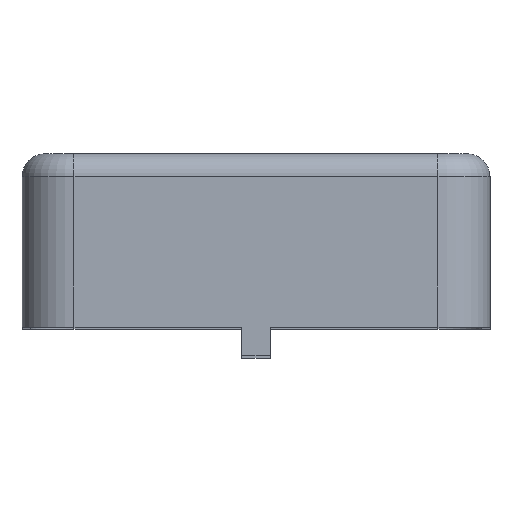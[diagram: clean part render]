
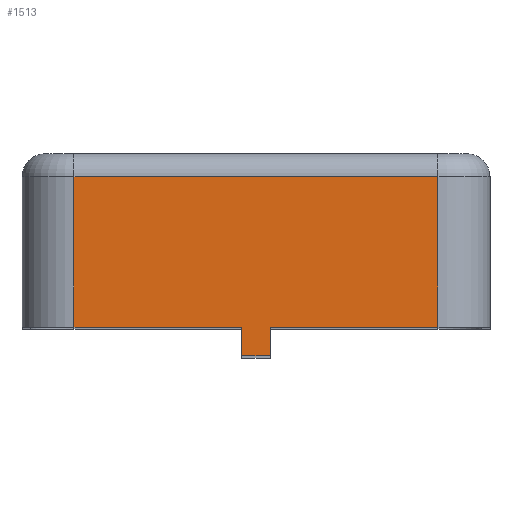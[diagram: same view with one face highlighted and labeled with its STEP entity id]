
A CAD part, top view. The second image highlights one B-rep face of the part: STEP entity #1513.
In plain terms, the highlighted planar face has unit normal (0, 0, 1).
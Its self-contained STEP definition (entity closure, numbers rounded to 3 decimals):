
#2 = LINE ( 'NONE', #1180, #1999 ) ;
#12 = EDGE_CURVE ( 'NONE', #2927, #2235, #1268, .T. ) ;
#28 = ORIENTED_EDGE ( 'NONE', *, *, #2906, .T. ) ;
#46 = DIRECTION ( 'NONE',  ( 0., -1., 0. ) ) ;
#49 = DIRECTION ( 'NONE',  ( 1., 0., 0. ) ) ;
#73 = CARTESIAN_POINT ( 'NONE',  ( 6.3, 0., 22.65 ) ) ;
#120 = CARTESIAN_POINT ( 'NONE',  ( -6.3, 0., 22.65 ) ) ;
#162 = ORIENTED_EDGE ( 'NONE', *, *, #2809, .T. ) ;
#186 = VERTEX_POINT ( 'NONE', #1544 ) ;
#260 = VERTEX_POINT ( 'NONE', #451 ) ;
#264 = EDGE_LOOP ( 'NONE', ( #28, #574, #1061, #1275, #162, #2563, #1558, #2049 ) ) ;
#276 = CARTESIAN_POINT ( 'NONE',  ( -0.5, -7., 22.65 ) ) ;
#287 = DIRECTION ( 'NONE',  ( -1., 0., 0. ) ) ;
#319 = CARTESIAN_POINT ( 'NONE',  ( -6.3, -0.8, 22.65 ) ) ;
#451 = CARTESIAN_POINT ( 'NONE',  ( -0.5, -6., 22.65 ) ) ;
#470 = DIRECTION ( 'NONE',  ( 0., 1., 0. ) ) ;
#481 = VECTOR ( 'NONE', #287, 1000. ) ;
#487 = CARTESIAN_POINT ( 'NONE',  ( -0.5, -7., 22.65 ) ) ;
#513 = LINE ( 'NONE', #487, #481 ) ;
#537 = DIRECTION ( 'NONE',  ( 0., -1., 0. ) ) ;
#574 = ORIENTED_EDGE ( 'NONE', *, *, #1238, .F. ) ;
#675 = EDGE_CURVE ( 'NONE', #1828, #1273, #513, .T. ) ;
#717 = CARTESIAN_POINT ( 'NONE',  ( -6.3, 0., 22.65 ) ) ;
#730 = CARTESIAN_POINT ( 'NONE',  ( -6.3, -6., 22.65 ) ) ;
#803 = DIRECTION ( 'NONE',  ( 0., 0., 1. ) ) ;
#943 = VECTOR ( 'NONE', #46, 1000. ) ;
#946 = CARTESIAN_POINT ( 'NONE',  ( -0.5, -7., 22.65 ) ) ;
#1013 = VECTOR ( 'NONE', #1497, 1000. ) ;
#1061 = ORIENTED_EDGE ( 'NONE', *, *, #675, .F. ) ;
#1071 = LINE ( 'NONE', #276, #1395 ) ;
#1130 = CARTESIAN_POINT ( 'NONE',  ( -6.3, -0.8, 22.65 ) ) ;
#1180 = CARTESIAN_POINT ( 'NONE',  ( -6.3, -6., 22.65 ) ) ;
#1191 = CARTESIAN_POINT ( 'NONE',  ( -6.3, -6., 22.65 ) ) ;
#1224 = CARTESIAN_POINT ( 'NONE',  ( 0.5, -7., 22.65 ) ) ;
#1238 = EDGE_CURVE ( 'NONE', #1273, #260, #1071, .T. ) ;
#1268 = LINE ( 'NONE', #73, #2804 ) ;
#1273 = VERTEX_POINT ( 'NONE', #946 ) ;
#1275 = ORIENTED_EDGE ( 'NONE', *, *, #2481, .T. ) ;
#1395 = VECTOR ( 'NONE', #470, 1000. ) ;
#1497 = DIRECTION ( 'NONE',  ( 0., 1., 0. ) ) ;
#1513 = ADVANCED_FACE ( 'NONE', ( #2091 ), #2644, .T. ) ;
#1544 = CARTESIAN_POINT ( 'NONE',  ( 0.5, -6., 22.65 ) ) ;
#1558 = ORIENTED_EDGE ( 'NONE', *, *, #1797, .F. ) ;
#1656 = VECTOR ( 'NONE', #2127, 1000. ) ;
#1797 = EDGE_CURVE ( 'NONE', #2249, #2927, #2098, .T. ) ;
#1816 = LINE ( 'NONE', #1224, #1013 ) ;
#1828 = VERTEX_POINT ( 'NONE', #2746 ) ;
#1853 = CARTESIAN_POINT ( 'NONE',  ( 6.3, -6., 22.65 ) ) ;
#1932 = CARTESIAN_POINT ( 'NONE',  ( 6.3, -0.8, 22.65 ) ) ;
#1999 = VECTOR ( 'NONE', #49, 1000. ) ;
#2006 = AXIS2_PLACEMENT_3D ( 'NONE', #120, #803, #2185 ) ;
#2049 = ORIENTED_EDGE ( 'NONE', *, *, #2184, .T. ) ;
#2067 = LINE ( 'NONE', #730, #1656 ) ;
#2091 = FACE_OUTER_BOUND ( 'NONE', #264, .T. ) ;
#2098 = LINE ( 'NONE', #1130, #2474 ) ;
#2127 = DIRECTION ( 'NONE',  ( 1., 0., 0. ) ) ;
#2184 = EDGE_CURVE ( 'NONE', #2249, #2919, #2584, .T. ) ;
#2185 = DIRECTION ( 'NONE',  ( 1., 0., 0. ) ) ;
#2235 = VERTEX_POINT ( 'NONE', #1853 ) ;
#2249 = VERTEX_POINT ( 'NONE', #319 ) ;
#2272 = DIRECTION ( 'NONE',  ( 1., 0., 0. ) ) ;
#2474 = VECTOR ( 'NONE', #2272, 1000. ) ;
#2481 = EDGE_CURVE ( 'NONE', #1828, #186, #1816, .T. ) ;
#2563 = ORIENTED_EDGE ( 'NONE', *, *, #12, .F. ) ;
#2584 = LINE ( 'NONE', #717, #943 ) ;
#2644 = PLANE ( 'NONE',  #2006 ) ;
#2746 = CARTESIAN_POINT ( 'NONE',  ( 0.5, -7., 22.65 ) ) ;
#2804 = VECTOR ( 'NONE', #537, 1000. ) ;
#2809 = EDGE_CURVE ( 'NONE', #186, #2235, #2, .T. ) ;
#2906 = EDGE_CURVE ( 'NONE', #2919, #260, #2067, .T. ) ;
#2919 = VERTEX_POINT ( 'NONE', #1191 ) ;
#2927 = VERTEX_POINT ( 'NONE', #1932 ) ;
